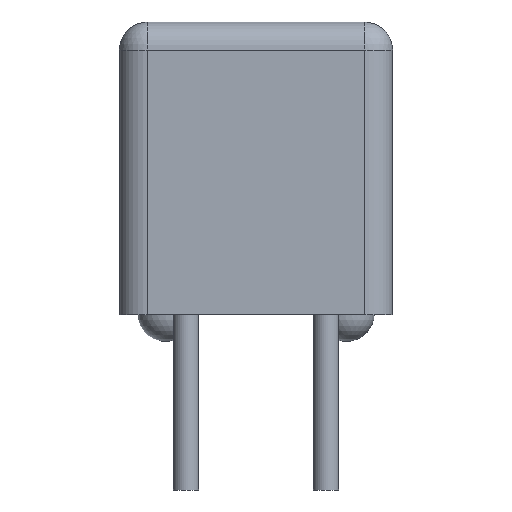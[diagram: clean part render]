
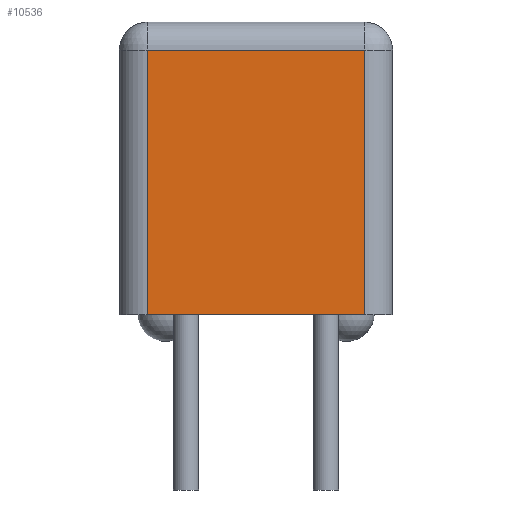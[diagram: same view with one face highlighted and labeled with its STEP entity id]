
A CAD part, left-side view. The second image highlights one B-rep face of the part: STEP entity #10536.
In plain terms, the highlighted planar face has unit normal (-1, 0, 0).
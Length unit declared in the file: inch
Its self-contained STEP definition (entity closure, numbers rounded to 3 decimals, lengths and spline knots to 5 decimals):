
#10265=CARTESIAN_POINT('',(-0.395,0.0775,0.0845));
#10266=VERTEX_POINT('',#10265);
#10296=CARTESIAN_POINT('',(-0.395,-0.0775,0.0845));
#10297=VERTEX_POINT('',#10296);
#10329=CARTESIAN_POINT('',(-0.395,-0.0775,-0.1045));
#10330=VERTEX_POINT('',#10329);
#10347=CARTESIAN_POINT('',(-0.395,-0.0775,0.0845));
#10348=DIRECTION('',(0.0,0.0,-1.0));
#10349=VECTOR('',#10348,0.189);
#10350=LINE('',#10347,#10349);
#10351=EDGE_CURVE('',#10297,#10330,#10350,.T.);
#10364=CARTESIAN_POINT('',(-0.395,0.0775,0.0845));
#10365=DIRECTION('',(0.0,-1.0,0.0));
#10366=VECTOR('',#10365,0.155);
#10367=LINE('',#10364,#10366);
#10368=EDGE_CURVE('',#10266,#10297,#10367,.T.);
#10414=CARTESIAN_POINT('',(-0.395,0.0775,-0.1045));
#10415=VERTEX_POINT('',#10414);
#10423=CARTESIAN_POINT('',(-0.395,0.0775,-0.1045));
#10424=DIRECTION('',(0.0,0.0,1.0));
#10425=VECTOR('',#10424,0.189);
#10426=LINE('',#10423,#10425);
#10427=EDGE_CURVE('',#10415,#10266,#10426,.T.);
#10520=CARTESIAN_POINT('',(-0.395,0.0,0.1045));
#10521=DIRECTION('',(-1.0,0.0,0.0));
#10522=DIRECTION('',(0.0,0.0,1.0));
#10523=AXIS2_PLACEMENT_3D('',#10520,#10521,#10522);
#10524=PLANE('',#10523);
#10525=ORIENTED_EDGE('',*,*,#10351,.F.);
#10526=ORIENTED_EDGE('',*,*,#10368,.F.);
#10527=ORIENTED_EDGE('',*,*,#10427,.F.);
#10528=CARTESIAN_POINT('',(-0.395,0.0775,-0.1045));
#10529=DIRECTION('',(0.0,-1.0,0.0));
#10530=VECTOR('',#10529,0.155);
#10531=LINE('',#10528,#10530);
#10532=EDGE_CURVE('',#10415,#10330,#10531,.T.);
#10533=ORIENTED_EDGE('',*,*,#10532,.T.);
#10534=EDGE_LOOP('',(#10525,#10526,#10527,#10533));
#10535=FACE_OUTER_BOUND('',#10534,.T.);
#10536=ADVANCED_FACE('',(#10535),#10524,.T.);
